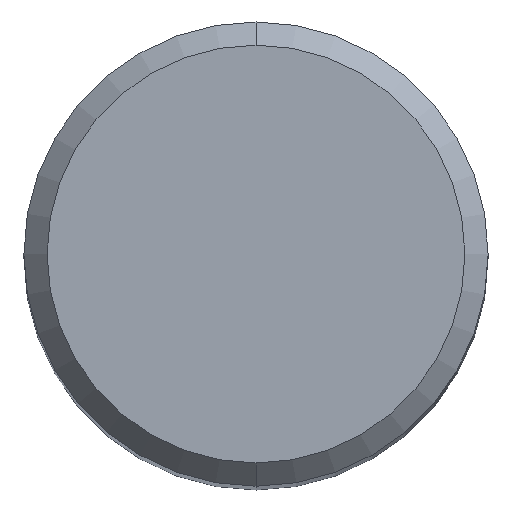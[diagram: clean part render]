
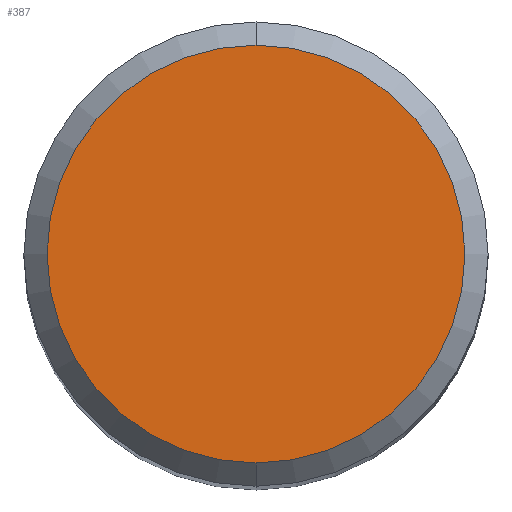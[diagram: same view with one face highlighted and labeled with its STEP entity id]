
A CAD part, top view. The second image highlights one B-rep face of the part: STEP entity #387.
In plain terms, the highlighted planar face has unit normal (0, 0, 1).
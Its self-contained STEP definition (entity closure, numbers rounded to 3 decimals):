
#181=EDGE_CURVE('',#189,#203,#488,.T.);
#189=VERTEX_POINT('',#496);
#203=VERTEX_POINT('',#511);
#387=ADVANCED_FACE('',(#716),#717,.T.);
#415=EDGE_CURVE('',#203,#189,#747,.T.);
#488=CIRCLE('',#822,3.6);
#496=CARTESIAN_POINT('',(0.,-3.6,0.0));
#511=CARTESIAN_POINT('',(0.0,3.6,0.0));
#716=FACE_OUTER_BOUND('',#1272,.T.);
#717=PLANE('',#1273);
#747=CIRCLE('',#1333,3.6);
#822=AXIS2_PLACEMENT_3D('',#1459,#1460,#1461);
#1272=EDGE_LOOP('',(#1723,#1724));
#1273=AXIS2_PLACEMENT_3D('',#1725,#1726,#1727);
#1333=AXIS2_PLACEMENT_3D('',#1758,#1759,#1760);
#1459=CARTESIAN_POINT('',(0.0,0.0,0.0));
#1460=DIRECTION('',(0.0,0.0,-1.0));
#1461=DIRECTION('',(0.0,1.0,0.0));
#1723=ORIENTED_EDGE('',*,*,#415,.F.);
#1724=ORIENTED_EDGE('',*,*,#181,.F.);
#1725=CARTESIAN_POINT('',(0.0,1.8,0.0));
#1726=DIRECTION('',(-0.0,0.0,1.0));
#1727=DIRECTION('',(0.0,-1.0,0.0));
#1758=CARTESIAN_POINT('',(0.0,0.0,0.0));
#1759=DIRECTION('',(0.0,0.0,-1.0));
#1760=DIRECTION('',(0.0,1.0,0.0));
